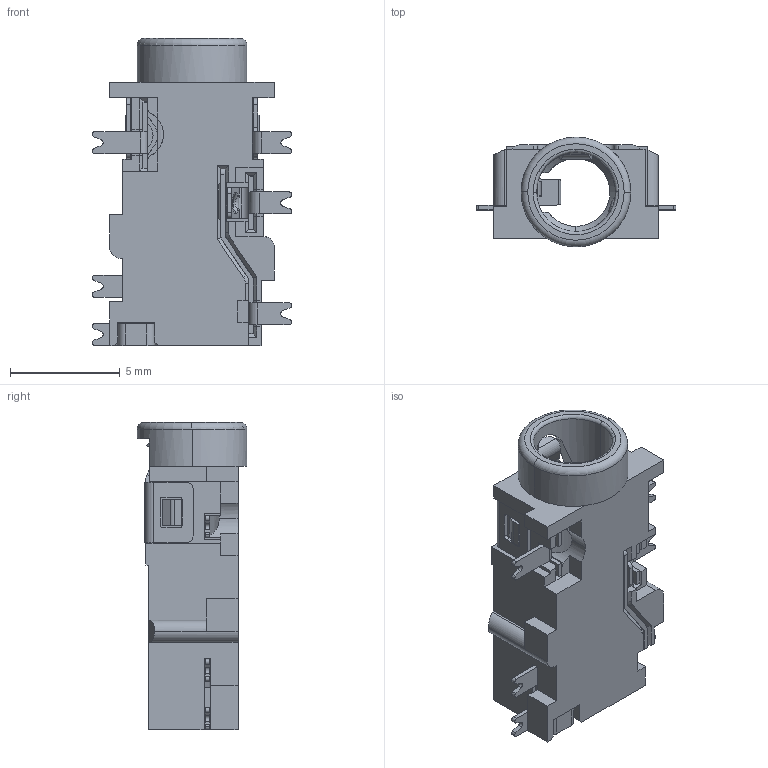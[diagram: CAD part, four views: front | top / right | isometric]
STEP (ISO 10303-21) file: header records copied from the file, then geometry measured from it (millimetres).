
FILE_DESCRIPTION (( 'STEP AP214' ), '1' );
FILE_NAME ('CUI_DEVICES_SJ-43504-SMT-TR.step', '2023-05-03T19:53:32', ( '' ), ( '' ), 'SwSTEP 2.0', 'SolidWorks 2023', '' );
FILE_SCHEMA (( 'AUTOMOTIVE_DESIGN' ));
Length unit declared in the file: millimetre
Products named in the file (1): CUI_DEVICES_SJ-43504-SMT-TR
Bounding box: 9.11 x 5 x 14 mm (x, y, z)
Volume: 190.9 mm3; surface area: 778.7 mm2
Topology: 1 solids, 1 shells, 617 faces, 1763 edges, 1137 vertices
Faces by surface type: plane 400, cylinder 174, bspline 22, torus 14, cone 7
Entity records: 21075 total; most frequent: CARTESIAN_POINT 4896, ORIENTED_EDGE 3526, DIRECTION 3223, EDGE_CURVE 1763, VECTOR 1277, LINE 1277, VERTEX_POINT 1137, AXIS2_PLACEMENT_3D 973
